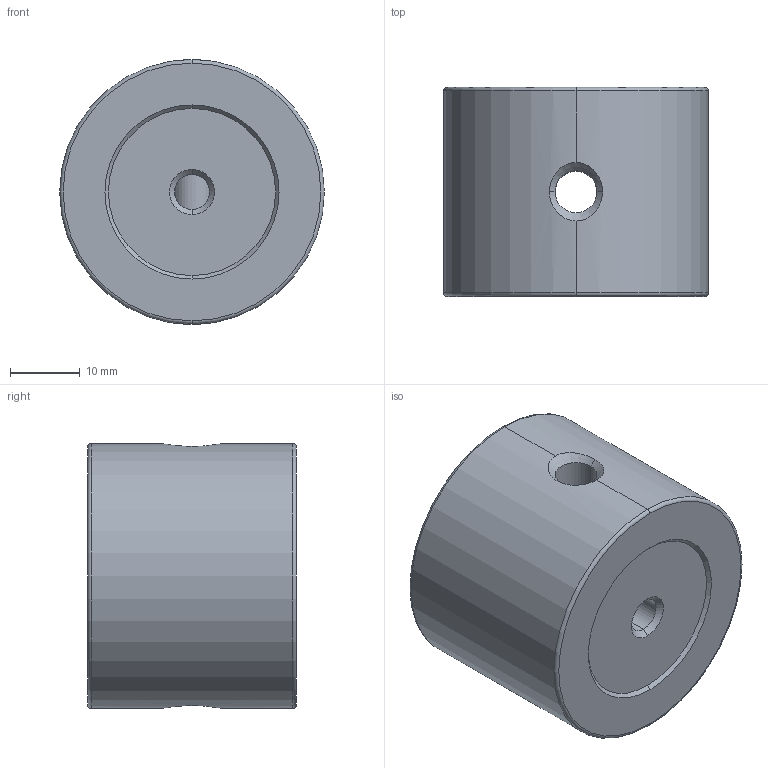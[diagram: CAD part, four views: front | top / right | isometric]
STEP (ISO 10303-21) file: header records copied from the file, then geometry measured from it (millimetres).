
FILE_DESCRIPTION (( 'STEP AP203' ), '1' );
FILE_NAME ('1.4.2.58_ZGH-38-30.STEP', '2022-04-15T00:36:45', ( '' ), ( '' ), 'SwSTEP 2.0', 'SolidWorks 2021', '' );
FILE_SCHEMA (( 'CONFIG_CONTROL_DESIGN' ));
Length unit declared in the file: millimetre
Products named in the file (1): 1.4.2.58_ZGH-38-30
Bounding box: 38 x 30 x 38 mm (x, y, z)
Surface area: 6724.8 mm2 (no closed solid volume)
Topology: 0 solids, 1 shells, 28 faces, 70 edges, 44 vertices
Faces by surface type: cone 12, cylinder 8, torus 4, plane 4
Entity records: 1159 total; most frequent: CARTESIAN_POINT 399, DIRECTION 152, ORIENTED_EDGE 132, EDGE_CURVE 70, AXIS2_PLACEMENT_3D 65, VERTEX_POINT 44, CIRCLE 36, EDGE_LOOP 34
